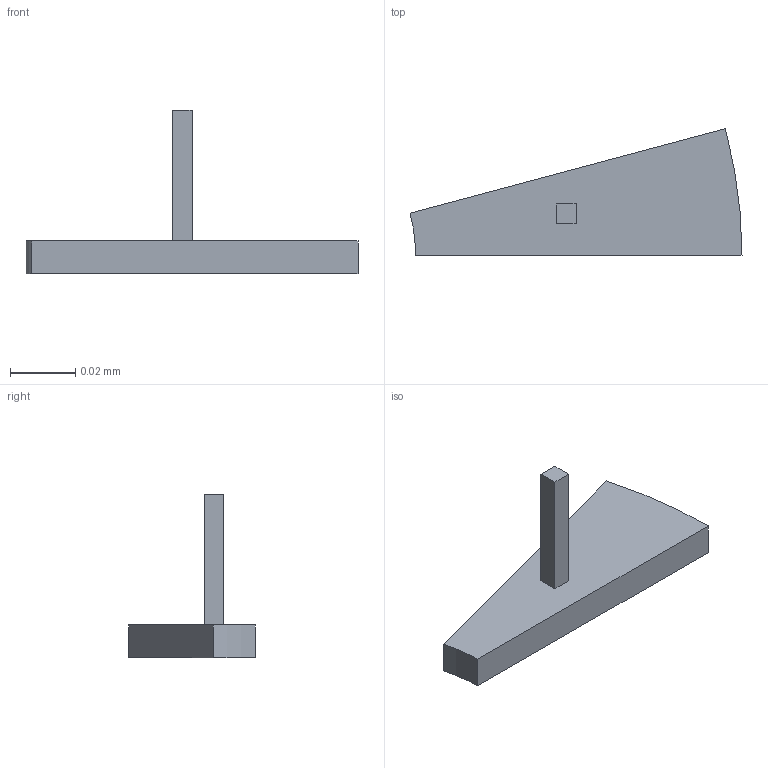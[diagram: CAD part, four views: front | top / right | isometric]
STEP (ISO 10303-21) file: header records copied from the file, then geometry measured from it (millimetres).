
FILE_DESCRIPTION(('Open CASCADE Model'),'2;1');
FILE_NAME('Open CASCADE Shape Model','2026-02-14T10:10:00',('Author'),( 'Open CASCADE'),'Open CASCADE STEP processor 7.8','Open CASCADE 7.8' ,'Unknown');
FILE_SCHEMA(('AUTOMOTIVE_DESIGN { 1 0 10303 214 1 1 1 1 }'));
Length unit declared in the file: millimetre
Products named in the file (3): Open CASCADE STEP translator 7.8 1; Open CASCADE STEP translator 7.8 1.1; Open CASCADE STEP translator 7.8 1.2
Assembly tree (2 placements, depth 2):
  Open CASCADE STEP translator 7.8 1
    Open CASCADE STEP translator 7.8 1.1
    Open CASCADE STEP translator 7.8 1.2
Bounding box: 0.1 x 0.04 x 0.05 mm (x, y, z)
Volume: 0 mm3; surface area: 0 mm2
Topology: 1 solids, 1 shells, 11 faces, 24 edges, 17 vertices
Faces by surface type: plane 9, cylinder 2
Entity records: 668 total; most frequent: CARTESIAN_POINT 115, DIRECTION 102, LINE 64, VECTOR 64, ORIENTED_EDGE 48, PCURVE 48, DEFINITIONAL_REPRESENTATION 48, EDGE_CURVE 24
